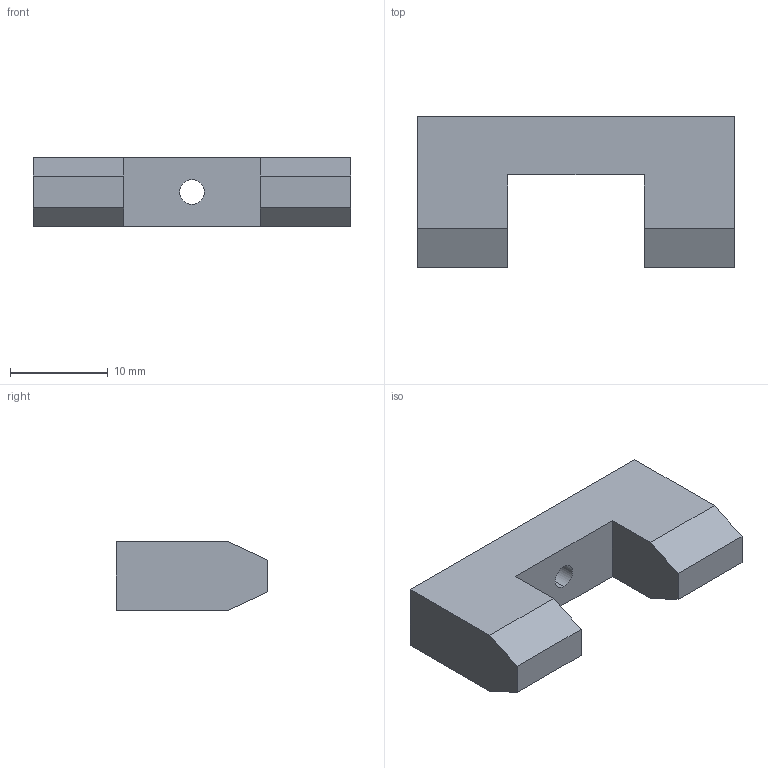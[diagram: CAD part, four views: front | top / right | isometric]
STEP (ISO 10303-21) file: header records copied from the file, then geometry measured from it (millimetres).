
FILE_DESCRIPTION (( 'STEP AP214' ), '1' );
FILE_NAME ('USINAGE.STEP', '2019-04-24T07:43:32', ( '' ), ( '' ), 'SwSTEP 2.0', 'SolidWorks 2018', '' );
FILE_SCHEMA (( 'AUTOMOTIVE_DESIGN' ));
Length unit declared in the file: millimetre
Products named in the file (1): USINAGE
Bounding box: 32.5 x 15.5 x 7 mm (x, y, z)
Volume: 2427.5 mm3; surface area: 1499.1 mm2
Topology: 1 solids, 1 shells, 18 faces, 46 edges, 30 vertices
Faces by surface type: plane 14, cone 2, cylinder 2
Entity records: 600 total; most frequent: CARTESIAN_POINT 95, ORIENTED_EDGE 92, DIRECTION 90, EDGE_CURVE 46, VECTOR 40, LINE 40, VERTEX_POINT 30, AXIS2_PLACEMENT_3D 25
